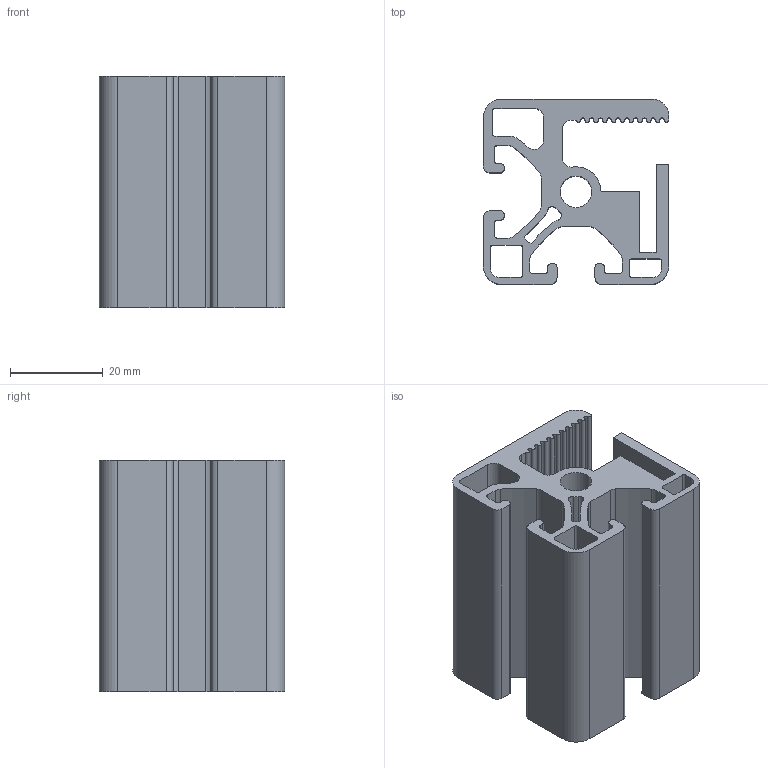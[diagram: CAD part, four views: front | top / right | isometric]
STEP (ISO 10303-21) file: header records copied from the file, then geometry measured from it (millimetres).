
FILE_DESCRIPTION (( 'STEP AP214' ), '1' );
FILE_NAME ('SAFE08E1867-Profilé d''encadrement 8 40x40.step', '2023-03-24T10:11:54', ( 'Altae' ), ( '' ), 'SwSTEP 2.0', 'SolidWorks 2021', '' );
FILE_SCHEMA (( 'AUTOMOTIVE_DESIGN' ));
Length unit declared in the file: millimetre
Products named in the file (1): SAFE08E1867-Profilé d''encadrement 8 40x40
Bounding box: 40 x 40 x 50 mm (x, y, z)
Volume: 33845.8 mm3; surface area: 24536.4 mm2
Topology: 1 solids, 1 shells, 134 faces, 396 edges, 264 vertices
Faces by surface type: cylinder 84, plane 50
Entity records: 4602 total; most frequent: DIRECTION 834, CARTESIAN_POINT 795, ORIENTED_EDGE 792, EDGE_CURVE 396, AXIS2_PLACEMENT_3D 303, VERTEX_POINT 264, VECTOR 228, LINE 228
